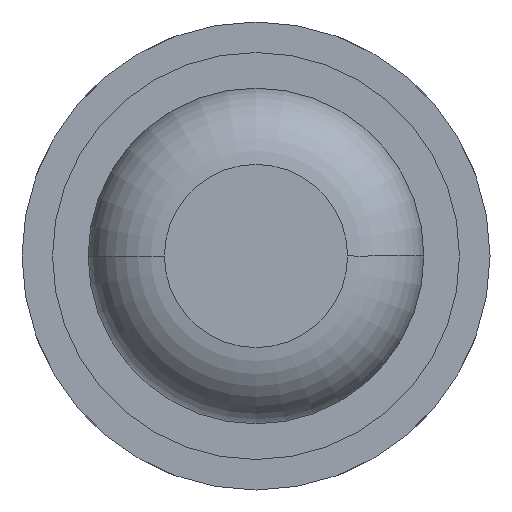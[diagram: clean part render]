
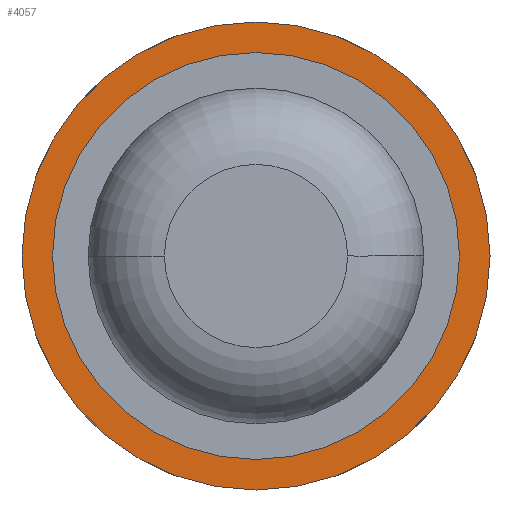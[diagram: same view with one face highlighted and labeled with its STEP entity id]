
A CAD part, front view. The second image highlights one B-rep face of the part: STEP entity #4057.
In plain terms, the highlighted planar face has unit normal (0, -1, 0).
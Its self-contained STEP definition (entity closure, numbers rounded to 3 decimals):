
#34 = DIRECTION ( 'NONE',  ( 0., 0., 1. ) ) ;
#103 = CARTESIAN_POINT ( 'NONE',  ( 0., 5., 0. ) ) ;
#403 = VERTEX_POINT ( 'NONE', #1995 ) ;
#425 = CARTESIAN_POINT ( 'NONE',  ( 0., 5., 0. ) ) ;
#480 = DIRECTION ( 'NONE',  ( 0., 1., 0. ) ) ;
#490 = AXIS2_PLACEMENT_3D ( 'NONE', #504, #1643, #4325 ) ;
#504 = CARTESIAN_POINT ( 'NONE',  ( 0., 5., 0. ) ) ;
#535 = AXIS2_PLACEMENT_3D ( 'NONE', #425, #1586, #2306 ) ;
#851 = FACE_OUTER_BOUND ( 'NONE', #3966, .T. ) ;
#907 = ORIENTED_EDGE ( 'NONE', *, *, #2546, .F. ) ;
#1316 = EDGE_CURVE ( 'Defeature ausgef�hrt1_28+Defeature ausgef�hrt1_29+Defeature ausgef�hrt1_29+Defeature ausgef�hrt1_29', #403, #1765, #4737, .T. ) ;
#1454 = CIRCLE ( 'NONE', #3796, 0.64 ) ;
#1555 = ORIENTED_EDGE ( 'NONE', *, *, #1316, .F. ) ;
#1586 = DIRECTION ( 'NONE',  ( 0., 1., 0. ) ) ;
#1643 = DIRECTION ( 'NONE',  ( 0., 1., 0. ) ) ;
#1765 = VERTEX_POINT ( 'NONE', #4295 ) ;
#1806 = DIRECTION ( 'NONE',  ( 0., 1., 0. ) ) ;
#1924 = VERTEX_POINT ( 'NONE', #3874 ) ;
#1995 = CARTESIAN_POINT ( 'NONE',  ( 0., 5., 1.15 ) ) ;
#2063 = CARTESIAN_POINT ( 'NONE',  ( 0., 5., 0.64 ) ) ;
#2306 = DIRECTION ( 'NONE',  ( 0., 0., 1. ) ) ;
#2546 = EDGE_CURVE ( 'Defeature ausgef�hrt1_28+Defeature ausgef�hrt1_29+Defeature ausgef�hrt1_29+Defeature ausgef�hrt1_29', #1765, #403, #2766, .T. ) ;
#2633 = EDGE_CURVE ( 'Defeature ausgef�hrt1_29+Defeature ausgef�hrt1_11+Defeature ausgef�hrt1_11+Defeature ausgef�hrt1_11', #1924, #3174, #4312, .T. ) ;
#2667 = DIRECTION ( 'NONE',  ( 0., 0., 1. ) ) ;
#2766 = CIRCLE ( 'NONE', #535, 1.15 ) ;
#3127 = ORIENTED_EDGE ( 'NONE', *, *, #4318, .T. ) ;
#3174 = VERTEX_POINT ( 'NONE', #2063 ) ;
#3306 = AXIS2_PLACEMENT_3D ( 'NONE', #103, #480, #4727 ) ;
#3466 = PLANE ( 'NONE',  #3977 ) ;
#3612 = FACE_BOUND ( 'NONE', #4469, .T. ) ;
#3725 = CARTESIAN_POINT ( 'NONE',  ( 0., 5., 0. ) ) ;
#3796 = AXIS2_PLACEMENT_3D ( 'NONE', #3725, #1806, #2667 ) ;
#3874 = CARTESIAN_POINT ( 'NONE',  ( 0., 5., -0.64 ) ) ;
#3966 = EDGE_LOOP ( 'NONE', ( #907, #1555 ) ) ;
#3977 = AXIS2_PLACEMENT_3D ( 'NONE', #4220, #4618, #34 ) ;
#4057 = ADVANCED_FACE ( 'Defeature ausgef�hrt1_29', ( #851, #3612 ), #3466, .F. ) ;
#4220 = CARTESIAN_POINT ( 'NONE',  ( 0., 5., 0. ) ) ;
#4295 = CARTESIAN_POINT ( 'NONE',  ( 0., 5., -1.15 ) ) ;
#4312 = CIRCLE ( 'NONE', #3306, 0.64 ) ;
#4318 = EDGE_CURVE ( 'Defeature ausgef�hrt1_29+Defeature ausgef�hrt1_11+Defeature ausgef�hrt1_11+Defeature ausgef�hrt1_11', #3174, #1924, #1454, .T. ) ;
#4325 = DIRECTION ( 'NONE',  ( 0., 0., 1. ) ) ;
#4469 = EDGE_LOOP ( 'NONE', ( #3127, #4591 ) ) ;
#4591 = ORIENTED_EDGE ( 'NONE', *, *, #2633, .T. ) ;
#4618 = DIRECTION ( 'NONE',  ( 0., 1., 0. ) ) ;
#4727 = DIRECTION ( 'NONE',  ( 0., 0., 1. ) ) ;
#4737 = CIRCLE ( 'NONE', #490, 1.15 ) ;
